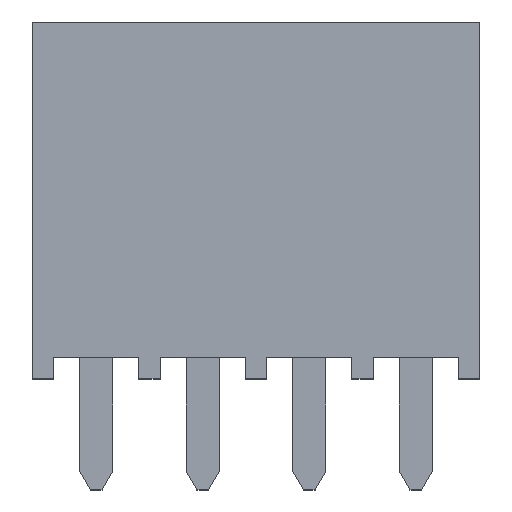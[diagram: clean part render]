
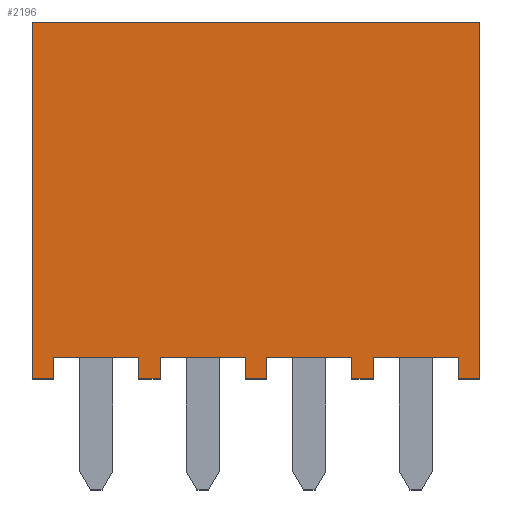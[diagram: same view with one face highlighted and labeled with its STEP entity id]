
A CAD part, top view. The second image highlights one B-rep face of the part: STEP entity #2196.
In plain terms, the highlighted planar face has unit normal (0, 0, 1).
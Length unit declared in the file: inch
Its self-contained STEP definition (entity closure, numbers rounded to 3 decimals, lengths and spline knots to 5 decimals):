
#51=ORIENTED_EDGE('',*,*,#675,.F.);
#52=ORIENTED_EDGE('',*,*,#676,.T.);
#53=ORIENTED_EDGE('',*,*,#677,.F.);
#54=ORIENTED_EDGE('',*,*,#678,.F.);
#55=ORIENTED_EDGE('',*,*,#679,.T.);
#56=ORIENTED_EDGE('',*,*,#680,.T.);
#57=ORIENTED_EDGE('',*,*,#681,.F.);
#58=ORIENTED_EDGE('',*,*,#682,.F.);
#59=ORIENTED_EDGE('',*,*,#683,.F.);
#60=ORIENTED_EDGE('',*,*,#684,.T.);
#61=ORIENTED_EDGE('',*,*,#685,.F.);
#62=ORIENTED_EDGE('',*,*,#686,.F.);
#63=ORIENTED_EDGE('',*,*,#687,.F.);
#64=ORIENTED_EDGE('',*,*,#688,.T.);
#65=ORIENTED_EDGE('',*,*,#689,.F.);
#66=ORIENTED_EDGE('',*,*,#690,.F.);
#67=ORIENTED_EDGE('',*,*,#691,.F.);
#68=ORIENTED_EDGE('',*,*,#692,.T.);
#69=ORIENTED_EDGE('',*,*,#693,.F.);
#70=ORIENTED_EDGE('',*,*,#694,.F.);
#675=EDGE_CURVE('',#987,#988,#1195,.T.);
#676=EDGE_CURVE('',#987,#989,#1196,.T.);
#677=EDGE_CURVE('',#990,#989,#1197,.T.);
#678=EDGE_CURVE('',#991,#990,#1198,.T.);
#679=EDGE_CURVE('',#991,#992,#1199,.T.);
#680=EDGE_CURVE('',#992,#993,#1200,.T.);
#681=EDGE_CURVE('',#994,#993,#1201,.T.);
#682=EDGE_CURVE('',#995,#994,#1202,.T.);
#683=EDGE_CURVE('',#996,#995,#1203,.T.);
#684=EDGE_CURVE('',#996,#997,#1204,.T.);
#685=EDGE_CURVE('',#998,#997,#1205,.T.);
#686=EDGE_CURVE('',#999,#998,#1206,.T.);
#687=EDGE_CURVE('',#1000,#999,#1207,.T.);
#688=EDGE_CURVE('',#1000,#1001,#1208,.T.);
#689=EDGE_CURVE('',#1002,#1001,#1209,.T.);
#690=EDGE_CURVE('',#1003,#1002,#1210,.T.);
#691=EDGE_CURVE('',#1004,#1003,#1211,.T.);
#692=EDGE_CURVE('',#1004,#1005,#1212,.T.);
#693=EDGE_CURVE('',#1006,#1005,#1213,.T.);
#694=EDGE_CURVE('',#988,#1006,#1214,.T.);
#987=VERTEX_POINT('',#3049);
#988=VERTEX_POINT('',#3050);
#989=VERTEX_POINT('',#3052);
#990=VERTEX_POINT('',#3054);
#991=VERTEX_POINT('',#3056);
#992=VERTEX_POINT('',#3058);
#993=VERTEX_POINT('',#3060);
#994=VERTEX_POINT('',#3062);
#995=VERTEX_POINT('',#3064);
#996=VERTEX_POINT('',#3066);
#997=VERTEX_POINT('',#3068);
#998=VERTEX_POINT('',#3070);
#999=VERTEX_POINT('',#3072);
#1000=VERTEX_POINT('',#3074);
#1001=VERTEX_POINT('',#3076);
#1002=VERTEX_POINT('',#3078);
#1003=VERTEX_POINT('',#3080);
#1004=VERTEX_POINT('',#3082);
#1005=VERTEX_POINT('',#3084);
#1006=VERTEX_POINT('',#3086);
#1195=LINE('',#3048,#1507);
#1196=LINE('',#3051,#1508);
#1197=LINE('',#3053,#1509);
#1198=LINE('',#3055,#1510);
#1199=LINE('',#3057,#1511);
#1200=LINE('',#3059,#1512);
#1201=LINE('',#3061,#1513);
#1202=LINE('',#3063,#1514);
#1203=LINE('',#3065,#1515);
#1204=LINE('',#3067,#1516);
#1205=LINE('',#3069,#1517);
#1206=LINE('',#3071,#1518);
#1207=LINE('',#3073,#1519);
#1208=LINE('',#3075,#1520);
#1209=LINE('',#3077,#1521);
#1210=LINE('',#3079,#1522);
#1211=LINE('',#3081,#1523);
#1212=LINE('',#3083,#1524);
#1213=LINE('',#3085,#1525);
#1214=LINE('',#3087,#1526);
#1507=VECTOR('',#2481,39.37008);
#1508=VECTOR('',#2482,39.37008);
#1509=VECTOR('',#2483,39.37008);
#1510=VECTOR('',#2484,39.37008);
#1511=VECTOR('',#2485,39.37008);
#1512=VECTOR('',#2486,39.37008);
#1513=VECTOR('',#2487,39.37008);
#1514=VECTOR('',#2488,39.37008);
#1515=VECTOR('',#2489,39.37008);
#1516=VECTOR('',#2490,39.37008);
#1517=VECTOR('',#2491,39.37008);
#1518=VECTOR('',#2492,39.37008);
#1519=VECTOR('',#2493,39.37008);
#1520=VECTOR('',#2494,39.37008);
#1521=VECTOR('',#2495,39.37008);
#1522=VECTOR('',#2496,39.37008);
#1523=VECTOR('',#2497,39.37008);
#1524=VECTOR('',#2498,39.37008);
#1525=VECTOR('',#2499,39.37008);
#1526=VECTOR('',#2500,39.37008);
#1800=EDGE_LOOP('',(#51,#52,#53,#54,#55,#56,#57,#58,#59,#60,#61,#62,#63,
#64,#65,#66,#67,#68,#69,#70));
#1940=FACE_BOUND('',#1800,.T.);
#2080=PLANE('',#2338);
#2196=ADVANCED_FACE('',(#1940),#2080,.F.);
#2338=AXIS2_PLACEMENT_3D('',#3047,#2479,#2480);
#2479=DIRECTION('',(0.,0.,-1.));
#2480=DIRECTION('',(-1.,0.,0.));
#2481=DIRECTION('',(0.,1.,0.));
#2482=DIRECTION('',(1.,0.,0.));
#2483=DIRECTION('',(0.,-1.,0.));
#2484=DIRECTION('',(1.,0.,0.));
#2485=DIRECTION('',(0.,-1.,0.));
#2486=DIRECTION('',(1.,0.,0.));
#2487=DIRECTION('',(0.,-1.,0.));
#2488=DIRECTION('',(-1.,0.,0.));
#2489=DIRECTION('',(0.,1.,0.));
#2490=DIRECTION('',(1.,0.,0.));
#2491=DIRECTION('',(0.,-1.,0.));
#2492=DIRECTION('',(-1.,0.,0.));
#2493=DIRECTION('',(0.,1.,0.));
#2494=DIRECTION('',(1.,0.,0.));
#2495=DIRECTION('',(0.,-1.,0.));
#2496=DIRECTION('',(-1.,0.,0.));
#2497=DIRECTION('',(0.,1.,0.));
#2498=DIRECTION('',(1.,0.,0.));
#2499=DIRECTION('',(0.,-1.,0.));
#2500=DIRECTION('',(-1.,0.,0.));
#3047=CARTESIAN_POINT('',(-0.21,0.335,0.0975));
#3048=CARTESIAN_POINT('',(0.19,0.335,0.0975));
#3049=CARTESIAN_POINT('',(0.19,0.,0.0975));
#3050=CARTESIAN_POINT('',(0.19,0.02,0.0975));
#3051=CARTESIAN_POINT('',(-0.21,0.,0.0975));
#3052=CARTESIAN_POINT('',(0.21,0.,0.0975));
#3053=CARTESIAN_POINT('',(0.21,0.335,0.0975));
#3054=CARTESIAN_POINT('',(0.21,0.335,0.0975));
#3055=CARTESIAN_POINT('',(-0.21,0.335,0.0975));
#3056=CARTESIAN_POINT('',(-0.21,0.335,0.0975));
#3057=CARTESIAN_POINT('',(-0.21,0.335,0.0975));
#3058=CARTESIAN_POINT('',(-0.21,0.,0.0975));
#3059=CARTESIAN_POINT('',(-0.21,0.,0.0975));
#3060=CARTESIAN_POINT('',(-0.19,0.,0.0975));
#3061=CARTESIAN_POINT('',(-0.19,0.335,0.0975));
#3062=CARTESIAN_POINT('',(-0.19,0.02,0.0975));
#3063=CARTESIAN_POINT('',(-0.21,0.02,0.0975));
#3064=CARTESIAN_POINT('',(-0.11,0.02,0.0975));
#3065=CARTESIAN_POINT('',(-0.11,0.335,0.0975));
#3066=CARTESIAN_POINT('',(-0.11,0.,0.0975));
#3067=CARTESIAN_POINT('',(-0.21,0.,0.0975));
#3068=CARTESIAN_POINT('',(-0.09,0.,0.0975));
#3069=CARTESIAN_POINT('',(-0.09,0.335,0.0975));
#3070=CARTESIAN_POINT('',(-0.09,0.02,0.0975));
#3071=CARTESIAN_POINT('',(-0.21,0.02,0.0975));
#3072=CARTESIAN_POINT('',(-0.01,0.02,0.0975));
#3073=CARTESIAN_POINT('',(-0.01,0.335,0.0975));
#3074=CARTESIAN_POINT('',(-0.01,0.,0.0975));
#3075=CARTESIAN_POINT('',(-0.21,0.,0.0975));
#3076=CARTESIAN_POINT('',(0.01,0.,0.0975));
#3077=CARTESIAN_POINT('',(0.01,0.335,0.0975));
#3078=CARTESIAN_POINT('',(0.01,0.02,0.0975));
#3079=CARTESIAN_POINT('',(-0.21,0.02,0.0975));
#3080=CARTESIAN_POINT('',(0.09,0.02,0.0975));
#3081=CARTESIAN_POINT('',(0.09,0.335,0.0975));
#3082=CARTESIAN_POINT('',(0.09,0.,0.0975));
#3083=CARTESIAN_POINT('',(-0.21,0.,0.0975));
#3084=CARTESIAN_POINT('',(0.11,0.,0.0975));
#3085=CARTESIAN_POINT('',(0.11,0.335,0.0975));
#3086=CARTESIAN_POINT('',(0.11,0.02,0.0975));
#3087=CARTESIAN_POINT('',(-0.21,0.02,0.0975));
